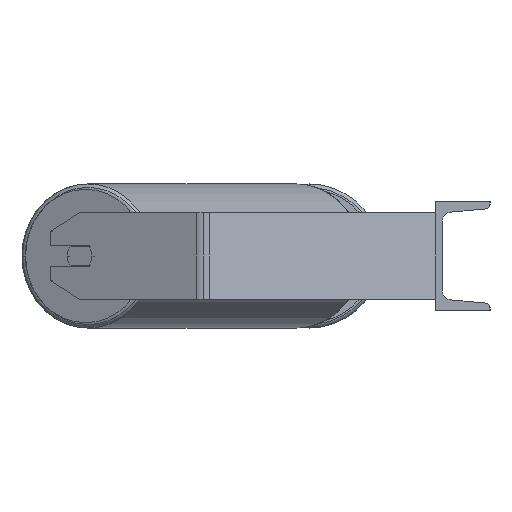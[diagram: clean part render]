
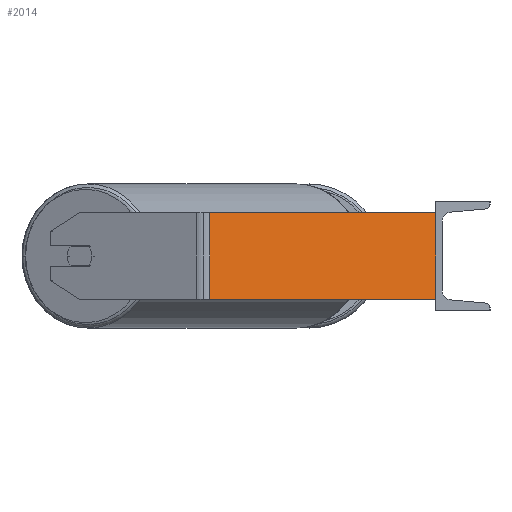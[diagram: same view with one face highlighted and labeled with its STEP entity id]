
A CAD part, left-side view. The second image highlights one B-rep face of the part: STEP entity #2014.
In plain terms, the highlighted planar face has unit normal (-0.94, -0.342, 0).
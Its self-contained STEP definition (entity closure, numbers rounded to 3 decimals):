
#198 = CARTESIAN_POINT ( 'NONE',  ( -685., 0., -40. ) ) ;
#253 = ORIENTED_EDGE ( 'NONE', *, *, #2885, .F. ) ;
#267 = AXIS2_PLACEMENT_3D ( 'NONE', #456, #2515, #3335 ) ;
#404 = LINE ( 'NONE', #3517, #5726 ) ;
#456 = CARTESIAN_POINT ( 'NONE',  ( -763.265, 215.03, 40. ) ) ;
#514 = ORIENTED_EDGE ( 'NONE', *, *, #6302, .F. ) ;
#875 = VERTEX_POINT ( 'NONE', #8463 ) ;
#1398 = CARTESIAN_POINT ( 'NONE',  ( -760.998, 208.802, -40. ) ) ;
#1684 = CARTESIAN_POINT ( 'NONE',  ( -763.265, 215.03, 40. ) ) ;
#1856 = DIRECTION ( 'NONE',  ( 0., 0., -1. ) ) ;
#2014 = ADVANCED_FACE ( 'NONE', ( #4681 ), #4737, .F. ) ;
#2104 = EDGE_CURVE ( 'NONE', #5262, #5760, #404, .T. ) ;
#2515 = DIRECTION ( 'NONE',  ( 0.94, 0.342, 0. ) ) ;
#2741 = EDGE_CURVE ( 'NONE', #5579, #5262, #9031, .T. ) ;
#2885 = EDGE_CURVE ( 'NONE', #5579, #875, #8046, .T. ) ;
#3296 = ORIENTED_EDGE ( 'NONE', *, *, #2741, .T. ) ;
#3335 = DIRECTION ( 'NONE',  ( -0.342, 0.94, 0. ) ) ;
#3355 = VECTOR ( 'NONE', #6690, 1000. ) ;
#3517 = CARTESIAN_POINT ( 'NONE',  ( -763.265, 215.03, -40. ) ) ;
#4681 = FACE_OUTER_BOUND ( 'NONE', #6503, .T. ) ;
#4737 = PLANE ( 'NONE',  #267 ) ;
#4867 = DIRECTION ( 'NONE',  ( 0.342, -0.94, 0. ) ) ;
#4980 = VECTOR ( 'NONE', #5059, 1000. ) ;
#5059 = DIRECTION ( 'NONE',  ( 0., 0., -1. ) ) ;
#5262 = VERTEX_POINT ( 'NONE', #1398 ) ;
#5579 = VERTEX_POINT ( 'NONE', #7001 ) ;
#5616 = VECTOR ( 'NONE', #1856, 1000. ) ;
#5726 = VECTOR ( 'NONE', #4867, 1000. ) ;
#5760 = VERTEX_POINT ( 'NONE', #198 ) ;
#5992 = CARTESIAN_POINT ( 'NONE',  ( -685., 0., 40. ) ) ;
#6302 = EDGE_CURVE ( 'NONE', #875, #5760, #8184, .T. ) ;
#6503 = EDGE_LOOP ( 'NONE', ( #6863, #514, #253, #3296 ) ) ;
#6690 = DIRECTION ( 'NONE',  ( 0.342, -0.94, 0. ) ) ;
#6863 = ORIENTED_EDGE ( 'NONE', *, *, #2104, .T. ) ;
#7001 = CARTESIAN_POINT ( 'NONE',  ( -760.998, 208.802, 40. ) ) ;
#8046 = LINE ( 'NONE', #1684, #3355 ) ;
#8184 = LINE ( 'NONE', #5992, #5616 ) ;
#8463 = CARTESIAN_POINT ( 'NONE',  ( -685., 0., 40. ) ) ;
#8587 = CARTESIAN_POINT ( 'NONE',  ( -760.998, 208.802, 40. ) ) ;
#9031 = LINE ( 'NONE', #8587, #4980 ) ;
